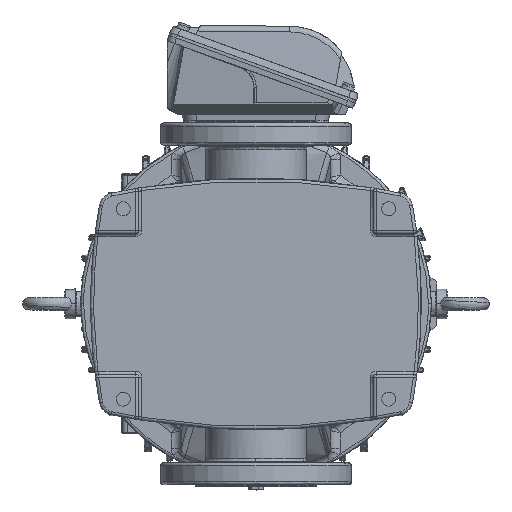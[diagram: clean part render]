
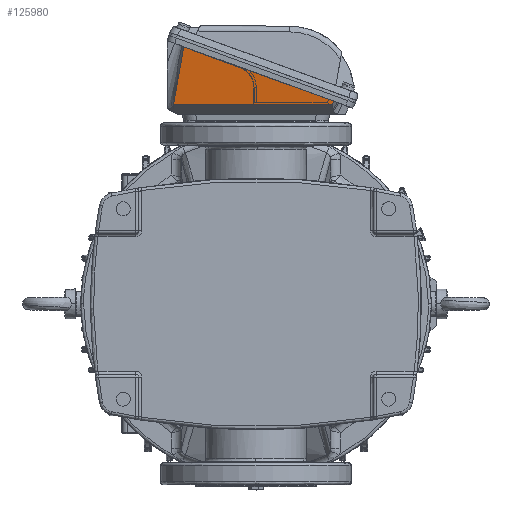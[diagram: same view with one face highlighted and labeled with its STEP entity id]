
A CAD part, front view. The second image highlights one B-rep face of the part: STEP entity #125980.
In plain terms, the highlighted face is planar.
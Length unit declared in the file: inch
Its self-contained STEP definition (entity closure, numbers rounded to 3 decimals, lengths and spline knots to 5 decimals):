
#3371 = CARTESIAN_POINT ( 'NONE',  ( -10.10474, -2.83417, -2.28114 ) ) ;
#10689 = VECTOR ( 'NONE', #60383, 39.37008 ) ;
#13237 = LINE ( 'NONE', #148348, #106510 ) ;
#13325 = VERTEX_POINT ( 'NONE', #15408 ) ;
#15408 = CARTESIAN_POINT ( 'NONE',  ( -7.95711, 3.0664, -2.28114 ) ) ;
#21839 = CARTESIAN_POINT ( 'NONE',  ( -7.83465, -3.24274, -2.52003 ) ) ;
#22708 = CARTESIAN_POINT ( 'NONE',  ( -8.92138, -3.04283, -2.40551 ) ) ;
#26741 = DIRECTION ( 'NONE',  ( -0.98, 0.173, 0.103 ) ) ;
#31422 = B_SPLINE_CURVE_WITH_KNOTS ( 'NONE', 3,
 ( #21839, #141083, #103168, #22708 ),
 .UNSPECIFIED., .F., .F.,
 ( 4, 4 ),
 ( 0., 1. ),
 .UNSPECIFIED. ) ;
#36784 = DIRECTION ( 'NONE',  ( 0.098, -0.036, 0.995 ) ) ;
#38536 = ORIENTED_EDGE ( 'NONE', *, *, #103710, .F. ) ;
#40870 = LINE ( 'NONE', #80657, #55532 ) ;
#47990 = LINE ( 'NONE', #158372, #10689 ) ;
#50873 = PLANE ( 'NONE',  #82461 ) ;
#55532 = VECTOR ( 'NONE', #26741, 39.37008 ) ;
#56553 = ORIENTED_EDGE ( 'NONE', *, *, #60135, .F. ) ;
#59665 = VERTEX_POINT ( 'NONE', #73842 ) ;
#60135 = EDGE_CURVE ( 'NONE', #120575, #13325, #47990, .T. ) ;
#60383 = DIRECTION ( 'NONE',  ( 0.342, 0.94, 0. ) ) ;
#73842 = CARTESIAN_POINT ( 'NONE',  ( -7.83465, 3.00052, -2.2956 ) ) ;
#77860 = ORIENTED_EDGE ( 'NONE', *, *, #171676, .F. ) ;
#80036 = DIRECTION ( 'NONE',  ( -0.342, -0.94, 0. ) ) ;
#80245 = CARTESIAN_POINT ( 'NONE',  ( -7.83465, 4.27188, -2.2499 ) ) ;
#80657 = CARTESIAN_POINT ( 'NONE',  ( -10.50422, -2.76373, -2.23915 ) ) ;
#81106 = DIRECTION ( 'NONE',  ( 0., -0.999, -0.036 ) ) ;
#82461 = AXIS2_PLACEMENT_3D ( 'NONE', #131283, #36784, #80036 ) ;
#91991 = CARTESIAN_POINT ( 'NONE',  ( -8.92138, -3.04283, -2.40551 ) ) ;
#95849 = VECTOR ( 'NONE', #81106, 39.37008 ) ;
#103168 = CARTESIAN_POINT ( 'NONE',  ( -8.60953, -3.09781, -2.43829 ) ) ;
#103592 = ORIENTED_EDGE ( 'NONE', *, *, #156973, .F. ) ;
#103710 = EDGE_CURVE ( 'NONE', #13325, #59665, #13237, .T. ) ;
#103997 = FACE_OUTER_BOUND ( 'NONE', #108593, .T. ) ;
#106510 = VECTOR ( 'NONE', #137739, 39.37008 ) ;
#108593 = EDGE_LOOP ( 'NONE', ( #38536, #56553, #103592, #77860, #142994 ) ) ;
#120575 = VERTEX_POINT ( 'NONE', #3371 ) ;
#125980 = ADVANCED_FACE ( 'NONE', ( #103997 ), #50873, .T. ) ;
#131283 = CARTESIAN_POINT ( 'NONE',  ( -10.59055, -3.24803, -2.24803 ) ) ;
#137739 = DIRECTION ( 'NONE',  ( 0.876, -0.471, -0.103 ) ) ;
#141083 = CARTESIAN_POINT ( 'NONE',  ( -8.24727, -3.16441, -2.47646 ) ) ;
#142347 = VERTEX_POINT ( 'NONE', #173940 ) ;
#142994 = ORIENTED_EDGE ( 'NONE', *, *, #161856, .F. ) ;
#148173 = LINE ( 'NONE', #80245, #95849 ) ;
#148348 = CARTESIAN_POINT ( 'NONE',  ( -7.37409, 2.75273, -2.34999 ) ) ;
#153589 = VERTEX_POINT ( 'NONE', #91991 ) ;
#156973 = EDGE_CURVE ( 'NONE', #153589, #120575, #40870, .T. ) ;
#158372 = CARTESIAN_POINT ( 'NONE',  ( -10.29459, -3.35575, -2.28114 ) ) ;
#161856 = EDGE_CURVE ( 'NONE', #59665, #142347, #148173, .T. ) ;
#171676 = EDGE_CURVE ( 'NONE', #142347, #153589, #31422, .T. ) ;
#173940 = CARTESIAN_POINT ( 'NONE',  ( -7.83465, -3.24274, -2.52003 ) ) ;
